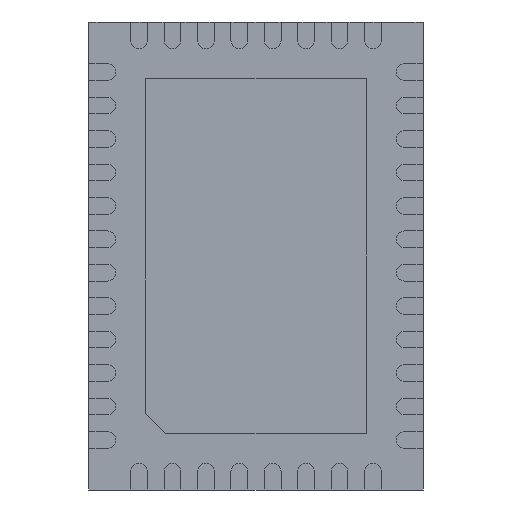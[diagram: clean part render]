
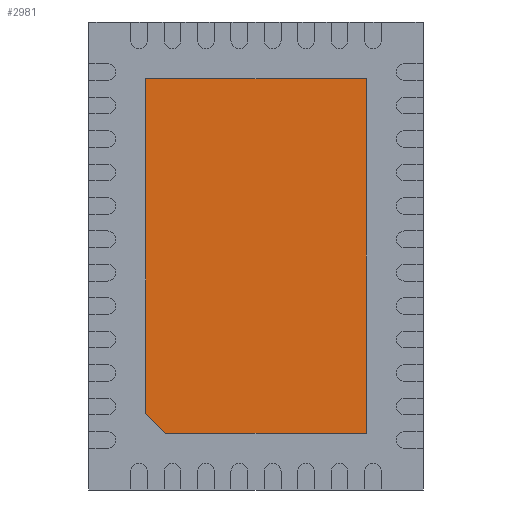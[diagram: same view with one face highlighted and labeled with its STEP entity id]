
A CAD part, front view. The second image highlights one B-rep face of the part: STEP entity #2981.
In plain terms, the highlighted planar face has unit normal (0, -1, 0).
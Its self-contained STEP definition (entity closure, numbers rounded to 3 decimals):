
#411 = CARTESIAN_POINT ( 'NONE',  ( -1.65, 0., 2.65 ) ) ;
#547 = CARTESIAN_POINT ( 'NONE',  ( -1.35, 0., -2.65 ) ) ;
#910 = LINE ( 'NONE', #6248, #9358 ) ;
#1458 = EDGE_CURVE ( 'NONE', #8598, #4146, #13321, .T. ) ;
#1481 = EDGE_CURVE ( 'NONE', #10623, #3402, #910, .T. ) ;
#1907 = AXIS2_PLACEMENT_3D ( 'NONE', #2854, #6987, #12165 ) ;
#2135 = CARTESIAN_POINT ( 'NONE',  ( 1.65, 0., 2.65 ) ) ;
#2272 = CARTESIAN_POINT ( 'NONE',  ( -1.65, 0., 2.65 ) ) ;
#2332 = EDGE_CURVE ( 'NONE', #3402, #6621, #7220, .T. ) ;
#2760 = CARTESIAN_POINT ( 'NONE',  ( 1.65, 0., 2.65 ) ) ;
#2854 = CARTESIAN_POINT ( 'NONE',  ( 0., 0., 0. ) ) ;
#2963 = DIRECTION ( 'NONE',  ( 1., 0., 0. ) ) ;
#2981 = ADVANCED_FACE ( 'NONE', ( #8857 ), #8058, .T. ) ;
#3254 = DIRECTION ( 'NONE',  ( 0.707, 0., -0.707 ) ) ;
#3402 = VERTEX_POINT ( 'NONE', #547 ) ;
#3735 = EDGE_CURVE ( 'NONE', #6621, #8598, #7895, .T. ) ;
#4146 = VERTEX_POINT ( 'NONE', #2272 ) ;
#5278 = CARTESIAN_POINT ( 'NONE',  ( -1.65, 0., 2.65 ) ) ;
#5285 = VECTOR ( 'NONE', #2963, 1000. ) ;
#5932 = VECTOR ( 'NONE', #11364, 1000. ) ;
#6006 = CARTESIAN_POINT ( 'NONE',  ( -1.65, 0., -2.35 ) ) ;
#6015 = CARTESIAN_POINT ( 'NONE',  ( -1.65, 0., -2.65 ) ) ;
#6248 = CARTESIAN_POINT ( 'NONE',  ( -2., 0., -2. ) ) ;
#6621 = VERTEX_POINT ( 'NONE', #7616 ) ;
#6709 = VECTOR ( 'NONE', #11607, 1000. ) ;
#6987 = DIRECTION ( 'NONE',  ( 0., -1., 0. ) ) ;
#7220 = LINE ( 'NONE', #6015, #5285 ) ;
#7616 = CARTESIAN_POINT ( 'NONE',  ( 1.65, 0., -2.65 ) ) ;
#7895 = LINE ( 'NONE', #2760, #8991 ) ;
#7996 = EDGE_CURVE ( 'NONE', #4146, #10623, #8768, .T. ) ;
#8058 = PLANE ( 'NONE',  #1907 ) ;
#8302 = ORIENTED_EDGE ( 'NONE', *, *, #1458, .T. ) ;
#8598 = VERTEX_POINT ( 'NONE', #2135 ) ;
#8729 = ORIENTED_EDGE ( 'NONE', *, *, #1481, .T. ) ;
#8768 = LINE ( 'NONE', #411, #6709 ) ;
#8857 = FACE_OUTER_BOUND ( 'NONE', #8913, .T. ) ;
#8913 = EDGE_LOOP ( 'NONE', ( #12249, #8729, #9192, #13292, #8302 ) ) ;
#8991 = VECTOR ( 'NONE', #11934, 1000. ) ;
#9192 = ORIENTED_EDGE ( 'NONE', *, *, #2332, .T. ) ;
#9358 = VECTOR ( 'NONE', #3254, 1000. ) ;
#10623 = VERTEX_POINT ( 'NONE', #6006 ) ;
#11364 = DIRECTION ( 'NONE',  ( -1., 0., 0. ) ) ;
#11607 = DIRECTION ( 'NONE',  ( 0., 0., -1. ) ) ;
#11934 = DIRECTION ( 'NONE',  ( 0., 0., 1. ) ) ;
#12165 = DIRECTION ( 'NONE',  ( 0., 0., -1. ) ) ;
#12249 = ORIENTED_EDGE ( 'NONE', *, *, #7996, .T. ) ;
#13292 = ORIENTED_EDGE ( 'NONE', *, *, #3735, .T. ) ;
#13321 = LINE ( 'NONE', #5278, #5932 ) ;
